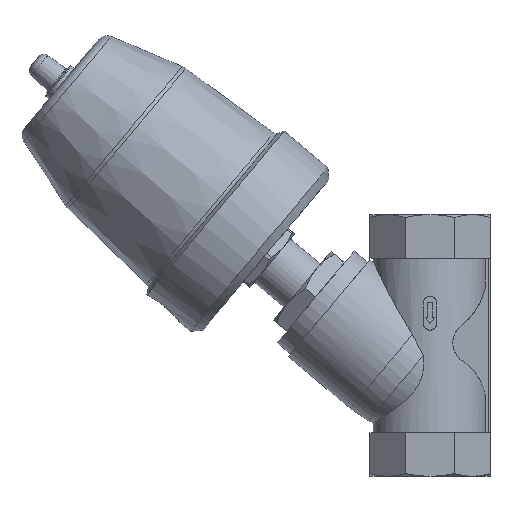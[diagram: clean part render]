
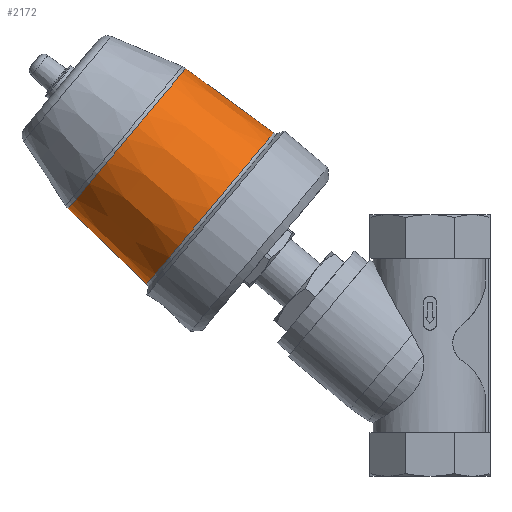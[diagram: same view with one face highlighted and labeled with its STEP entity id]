
A CAD part, left-side view. The second image highlights one B-rep face of the part: STEP entity #2172.
In plain terms, the highlighted conical face has half-angle 3.8 degrees and reference radius 41.919 mm.
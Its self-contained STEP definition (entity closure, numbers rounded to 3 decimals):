
#52=CONICAL_SURFACE('',#2400,41.918,0.066);
#664=ORIENTED_EDGE('',*,*,#1239,.F.);
#665=ORIENTED_EDGE('',*,*,#1238,.T.);
#1238=EDGE_CURVE('',#1520,#1520,#1681,.T.);
#1239=EDGE_CURVE('',#1521,#1521,#1682,.T.);
#1520=VERTEX_POINT('',#3790);
#1521=VERTEX_POINT('',#3793);
#1681=CIRCLE('',#2399,41.918);
#1682=CIRCLE('',#2401,45.229);
#1787=EDGE_LOOP('',(#664));
#1788=EDGE_LOOP('',(#665));
#1976=FACE_BOUND('',#1787,.T.);
#1977=FACE_BOUND('',#1788,.T.);
#2172=ADVANCED_FACE('',(#1976,#1977),#52,.T.);
#2399=AXIS2_PLACEMENT_3D('',#3789,#2796,#2797);
#2400=AXIS2_PLACEMENT_3D('',#3791,#2798,#2799);
#2401=AXIS2_PLACEMENT_3D('',#3792,#2800,#2801);
#2796=DIRECTION('',(0.643,-0.766,0.));
#2797=DIRECTION('',(0.766,0.643,0.));
#2798=DIRECTION('',(0.643,-0.766,0.));
#2799=DIRECTION('',(0.766,0.643,0.));
#2800=DIRECTION('',(0.643,-0.766,0.));
#2801=DIRECTION('',(0.766,0.643,0.));
#3789=CARTESIAN_POINT('',(-154.811,138.88,0.));
#3790=CARTESIAN_POINT('',(-122.7,165.825,0.));
#3791=CARTESIAN_POINT('',(-154.811,138.88,0.));
#3792=CARTESIAN_POINT('',(-122.771,100.696,0.));
#3793=CARTESIAN_POINT('',(-88.123,129.769,0.));
